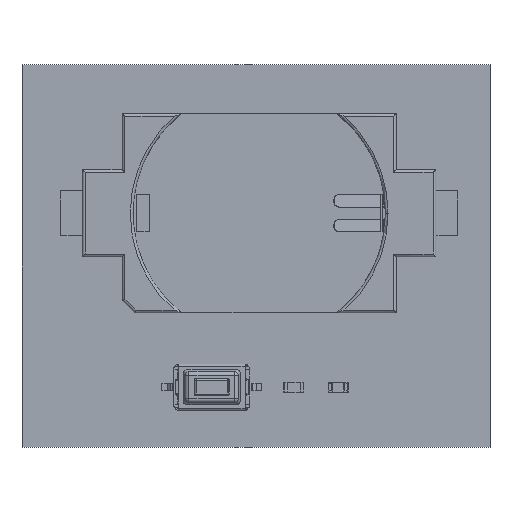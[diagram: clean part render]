
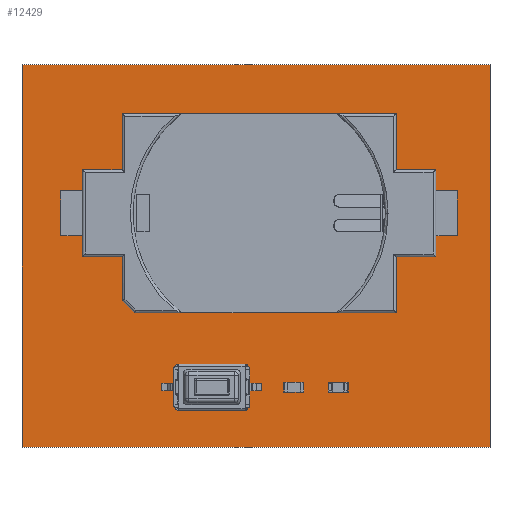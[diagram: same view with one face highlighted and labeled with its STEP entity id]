
A CAD part, top view. The second image highlights one B-rep face of the part: STEP entity #12429.
In plain terms, the highlighted planar face has unit normal (0, 0, 1).
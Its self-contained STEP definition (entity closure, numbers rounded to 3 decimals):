
#12300 = VERTEX_POINT('',#12301);
#12301 = CARTESIAN_POINT('',(161.29,-109.22,1.6));
#12307 = EDGE_CURVE('',#12300,#12308,#12310,.T.);
#12308 = VERTEX_POINT('',#12309);
#12309 = CARTESIAN_POINT('',(123.698,-109.22,1.6));
#12310 = LINE('',#12311,#12312);
#12311 = CARTESIAN_POINT('',(161.29,-109.22,1.6));
#12312 = VECTOR('',#12313,1.);
#12313 = DIRECTION('',(-1.,0.,0.));
#12338 = EDGE_CURVE('',#12308,#12339,#12341,.T.);
#12339 = VERTEX_POINT('',#12340);
#12340 = CARTESIAN_POINT('',(123.698,-78.486,1.6));
#12341 = LINE('',#12342,#12343);
#12342 = CARTESIAN_POINT('',(123.698,-109.22,1.6));
#12343 = VECTOR('',#12344,1.);
#12344 = DIRECTION('',(0.,1.,0.));
#12369 = EDGE_CURVE('',#12339,#12370,#12372,.T.);
#12370 = VERTEX_POINT('',#12371);
#12371 = CARTESIAN_POINT('',(161.29,-78.486,1.6));
#12372 = LINE('',#12373,#12374);
#12373 = CARTESIAN_POINT('',(123.698,-78.486,1.6));
#12374 = VECTOR('',#12375,1.);
#12375 = DIRECTION('',(1.,0.,0.));
#12400 = EDGE_CURVE('',#12370,#12300,#12401,.T.);
#12401 = LINE('',#12402,#12403);
#12402 = CARTESIAN_POINT('',(161.29,-78.486,1.6));
#12403 = VECTOR('',#12404,1.);
#12404 = DIRECTION('',(0.,-1.,0.));
#12429 = ADVANCED_FACE('',(#12430),#12436,.T.);
#12430 = FACE_BOUND('',#12431,.F.);
#12431 = EDGE_LOOP('',(#12432,#12433,#12434,#12435));
#12432 = ORIENTED_EDGE('',*,*,#12307,.T.);
#12433 = ORIENTED_EDGE('',*,*,#12338,.T.);
#12434 = ORIENTED_EDGE('',*,*,#12369,.T.);
#12435 = ORIENTED_EDGE('',*,*,#12400,.T.);
#12436 = PLANE('',#12437);
#12437 = AXIS2_PLACEMENT_3D('',#12438,#12439,#12440);
#12438 = CARTESIAN_POINT('',(0.,0.,1.6));
#12439 = DIRECTION('',(0.,0.,1.));
#12440 = DIRECTION('',(1.,0.,-0.));
